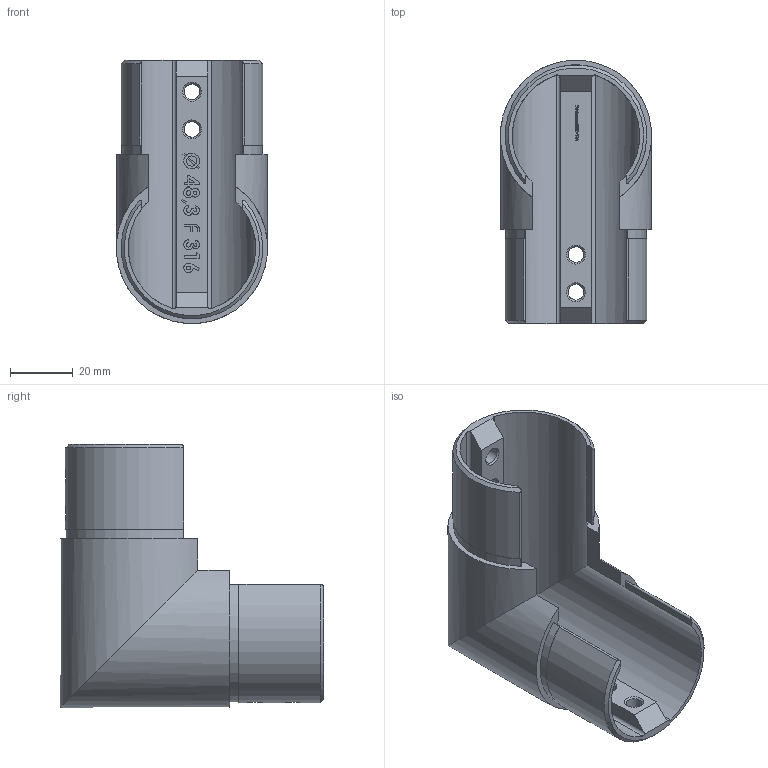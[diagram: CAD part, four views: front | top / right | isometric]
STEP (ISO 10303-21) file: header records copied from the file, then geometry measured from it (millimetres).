
FILE_DESCRIPTION (( 'STEP AP203' ), '1' );
FILE_NAME ('60321-V4A.step', '2019-10-22T07:51:36', ( '' ), ( '' ), 'SwSTEP 2.0', 'SolidWorks 2015', '' );
FILE_SCHEMA (( 'CONFIG_CONTROL_DESIGN' ));
Length unit declared in the file: millimetre
Products named in the file (2): 60321-V4A
Bounding box: 48.19 x 83.98 x 83.98 mm (x, y, z)
Volume: 51065.6 mm3; surface area: 30381.2 mm2
Topology: 1 solids, 1 shells, 399 faces, 1064 edges, 706 vertices
Faces by surface type: plane 217, bspline 154, cylinder 22, cone 6
Full cylindrical faces by diameter (mm): 5 x4
Entity records: 23762 total; most frequent: CARTESIAN_POINT 14781, ORIENTED_EDGE 2096, DIRECTION 1257, EDGE_CURVE 1048, VERTEX_POINT 702, LINE 683, VECTOR 683, EDGE_LOOP 458
